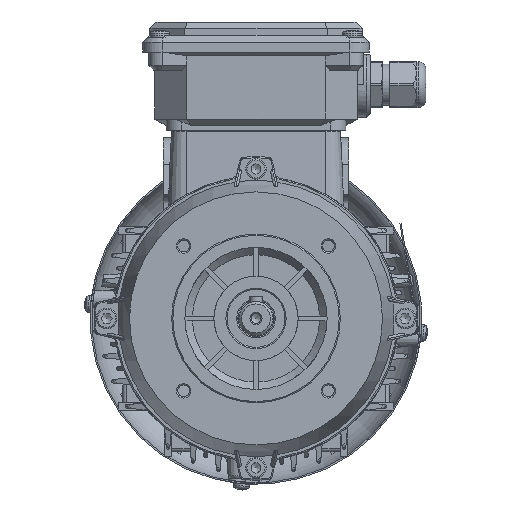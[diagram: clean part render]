
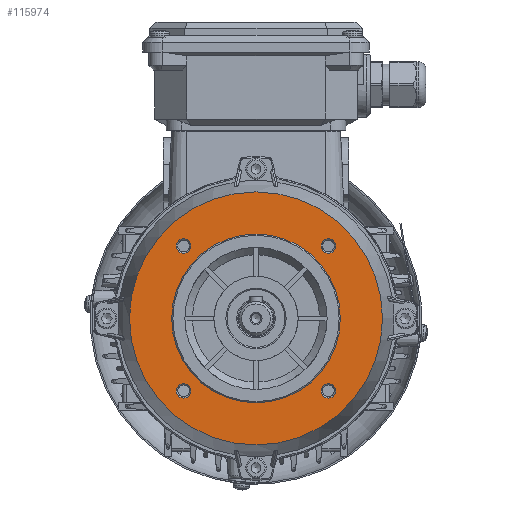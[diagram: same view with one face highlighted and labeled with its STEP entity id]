
A CAD part, left-side view. The second image highlights one B-rep face of the part: STEP entity #115974.
In plain terms, the highlighted planar face has unit normal (-1, 0, 0).
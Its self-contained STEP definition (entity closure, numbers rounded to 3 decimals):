
#115572=CARTESIAN_POINT('',(-34.5,-33.052,30.052));
#115573=VERTEX_POINT('',#115572);
#115574=CARTESIAN_POINT('',(-34.5,-30.052,30.052));
#115575=DIRECTION('',(1.0,0.0,0.0));
#115576=DIRECTION('',(0.0,-1.0,0.0));
#115577=AXIS2_PLACEMENT_3D('',#115574,#115575,#115576);
#115578=CIRCLE('',#115577,3.);
#115579=EDGE_CURVE('',#115573,#115573,#115578,.T.);
#115620=CARTESIAN_POINT('',(-34.5,-30.052,-33.052));
#115621=VERTEX_POINT('',#115620);
#115622=CARTESIAN_POINT('',(-34.5,-30.052,-30.052));
#115623=DIRECTION('',(1.0,0.0,0.0));
#115624=DIRECTION('',(0.0,0.0,-1.0));
#115625=AXIS2_PLACEMENT_3D('',#115622,#115623,#115624);
#115626=CIRCLE('',#115625,3.);
#115627=EDGE_CURVE('',#115621,#115621,#115626,.T.);
#115668=CARTESIAN_POINT('',(-34.5,33.052,-30.052));
#115669=VERTEX_POINT('',#115668);
#115670=CARTESIAN_POINT('',(-34.5,30.052,-30.052));
#115671=DIRECTION('',(1.0,0.0,0.0));
#115672=DIRECTION('',(0.0,1.0,0.0));
#115673=AXIS2_PLACEMENT_3D('',#115670,#115671,#115672);
#115674=CIRCLE('',#115673,3.);
#115675=EDGE_CURVE('',#115669,#115669,#115674,.T.);
#115716=CARTESIAN_POINT('',(-34.5,30.052,33.052));
#115717=VERTEX_POINT('',#115716);
#115718=CARTESIAN_POINT('',(-34.5,30.052,30.052));
#115719=DIRECTION('',(1.0,0.0,0.0));
#115720=DIRECTION('',(0.0,0.0,1.0));
#115721=AXIS2_PLACEMENT_3D('',#115718,#115719,#115720);
#115722=CIRCLE('',#115721,3.);
#115723=EDGE_CURVE('',#115717,#115717,#115722,.T.);
#115792=CARTESIAN_POINT('',(-34.5,0.0,35.0));
#115793=VERTEX_POINT('',#115792);
#115794=CARTESIAN_POINT('',(-34.5,0.0,0.));
#115795=DIRECTION('',(1.0,0.0,0.0));
#115796=DIRECTION('',(0.0,0.0,1.0));
#115797=AXIS2_PLACEMENT_3D('',#115794,#115795,#115796);
#115798=CIRCLE('',#115797,35.0);
#115799=EDGE_CURVE('',#115793,#115793,#115798,.T.);
#115943=CARTESIAN_POINT('',(-34.5,0.0,68.173));
#115944=DIRECTION('',(1.0,0.0,0.0));
#115945=DIRECTION('',(0.0,0.0,-1.0));
#115946=AXIS2_PLACEMENT_3D('',#115943,#115944,#115945);
#115947=PLANE('',#115946);
#115948=CARTESIAN_POINT('',(-34.5,52.5,0.));
#115949=VERTEX_POINT('',#115948);
#115950=CARTESIAN_POINT('',(-34.5,0.0,0.0));
#115951=DIRECTION('',(1.0,0.0,0.0));
#115952=DIRECTION('',(0.0,-1.0,0.0));
#115953=AXIS2_PLACEMENT_3D('',#115950,#115951,#115952);
#115954=CIRCLE('',#115953,52.5);
#115955=EDGE_CURVE('',#115949,#115949,#115954,.T.);
#115956=ORIENTED_EDGE('',*,*,#115955,.F.);
#115957=EDGE_LOOP('',(#115956));
#115958=FACE_OUTER_BOUND('',#115957,.T.);
#115959=ORIENTED_EDGE('',*,*,#115579,.T.);
#115960=EDGE_LOOP('',(#115959));
#115961=FACE_BOUND('',#115960,.T.);
#115962=ORIENTED_EDGE('',*,*,#115627,.T.);
#115963=EDGE_LOOP('',(#115962));
#115964=FACE_BOUND('',#115963,.T.);
#115965=ORIENTED_EDGE('',*,*,#115675,.T.);
#115966=EDGE_LOOP('',(#115965));
#115967=FACE_BOUND('',#115966,.T.);
#115968=ORIENTED_EDGE('',*,*,#115723,.T.);
#115969=EDGE_LOOP('',(#115968));
#115970=FACE_BOUND('',#115969,.T.);
#115971=ORIENTED_EDGE('',*,*,#115799,.T.);
#115972=EDGE_LOOP('',(#115971));
#115973=FACE_BOUND('',#115972,.T.);
#115974=ADVANCED_FACE('',(#115958,#115961,#115964,#115967,#115970,#115973),#115947,.F.);
